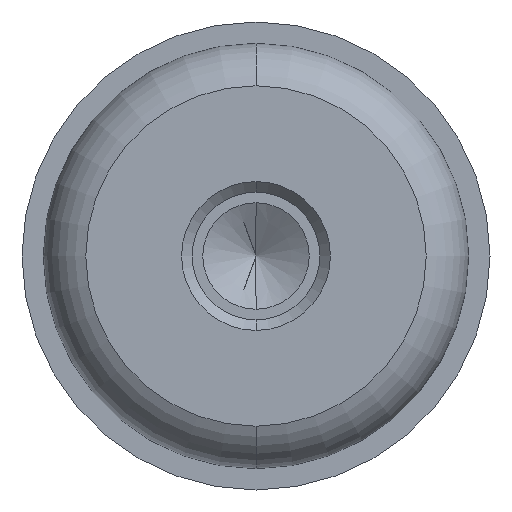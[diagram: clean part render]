
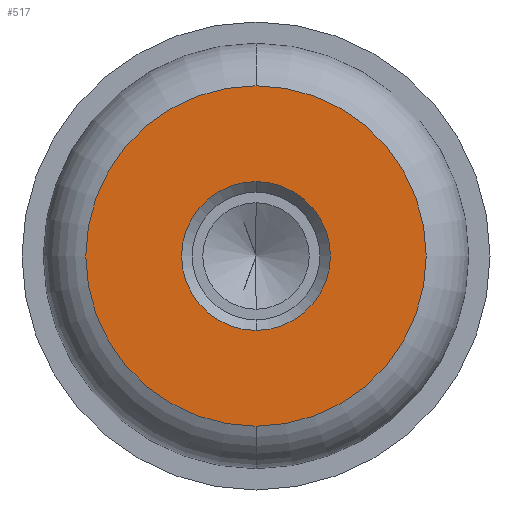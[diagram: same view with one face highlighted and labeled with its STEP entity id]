
A CAD part, front view. The second image highlights one B-rep face of the part: STEP entity #517.
In plain terms, the highlighted planar face has unit normal (0, -1, 0).
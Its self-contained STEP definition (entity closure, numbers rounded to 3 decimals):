
#22 = EDGE_CURVE ( 'NONE', #206, #694, #700, .T. ) ;
#25 = DIRECTION ( 'NONE',  ( 0., -1., 0. ) ) ;
#67 = ORIENTED_EDGE ( 'NONE', *, *, #253, .T. ) ;
#70 = ORIENTED_EDGE ( 'NONE', *, *, #663, .T. ) ;
#74 = CIRCLE ( 'NONE', #262, 1.75 ) ;
#75 = AXIS2_PLACEMENT_3D ( 'NONE', #691, #584, #373 ) ;
#130 = VERTEX_POINT ( 'NONE', #156 ) ;
#131 = CARTESIAN_POINT ( 'NONE',  ( 0., -2.5, 0. ) ) ;
#148 = DIRECTION ( 'NONE',  ( 0., -1., 0. ) ) ;
#156 = CARTESIAN_POINT ( 'NONE',  ( 0., -2.5, 4. ) ) ;
#182 = CARTESIAN_POINT ( 'NONE',  ( 0., -2.5, -1.75 ) ) ;
#187 = CARTESIAN_POINT ( 'NONE',  ( 0., -2.5, 0. ) ) ;
#193 = DIRECTION ( 'NONE',  ( 0., 0., -1. ) ) ;
#206 = VERTEX_POINT ( 'NONE', #182 ) ;
#207 = EDGE_LOOP ( 'NONE', ( #67, #70 ) ) ;
#224 = CIRCLE ( 'NONE', #427, 4. ) ;
#253 = EDGE_CURVE ( 'NONE', #522, #130, #224, .T. ) ;
#261 = ORIENTED_EDGE ( 'NONE', *, *, #22, .F. ) ;
#262 = AXIS2_PLACEMENT_3D ( 'NONE', #187, #335, #498 ) ;
#300 = DIRECTION ( 'NONE',  ( 0., 0., -1. ) ) ;
#311 = CARTESIAN_POINT ( 'NONE',  ( 0., -2.5, 1.75 ) ) ;
#335 = DIRECTION ( 'NONE',  ( 0., -1., 0. ) ) ;
#366 = AXIS2_PLACEMENT_3D ( 'NONE', #520, #148, #193 ) ;
#373 = DIRECTION ( 'NONE',  ( 0., 0., -1. ) ) ;
#394 = DIRECTION ( 'NONE',  ( 0., -1., 0. ) ) ;
#427 = AXIS2_PLACEMENT_3D ( 'NONE', #652, #394, #664 ) ;
#432 = CIRCLE ( 'NONE', #75, 4. ) ;
#463 = PLANE ( 'NONE',  #468 ) ;
#468 = AXIS2_PLACEMENT_3D ( 'NONE', #131, #25, #300 ) ;
#498 = DIRECTION ( 'NONE',  ( 0., 0., -1. ) ) ;
#502 = EDGE_CURVE ( 'NONE', #694, #206, #74, .T. ) ;
#517 = ADVANCED_FACE ( 'NONE', ( #678, #675 ), #463, .T. ) ;
#520 = CARTESIAN_POINT ( 'NONE',  ( 0., -2.5, 0. ) ) ;
#522 = VERTEX_POINT ( 'NONE', #615 ) ;
#580 = EDGE_LOOP ( 'NONE', ( #261, #692 ) ) ;
#584 = DIRECTION ( 'NONE',  ( 0., -1., 0. ) ) ;
#615 = CARTESIAN_POINT ( 'NONE',  ( 0., -2.5, -4. ) ) ;
#652 = CARTESIAN_POINT ( 'NONE',  ( 0., -2.5, 0. ) ) ;
#663 = EDGE_CURVE ( 'NONE', #130, #522, #432, .T. ) ;
#664 = DIRECTION ( 'NONE',  ( 0., 0., -1. ) ) ;
#675 = FACE_OUTER_BOUND ( 'NONE', #207, .T. ) ;
#678 = FACE_BOUND ( 'NONE', #580, .T. ) ;
#691 = CARTESIAN_POINT ( 'NONE',  ( 0., -2.5, 0. ) ) ;
#692 = ORIENTED_EDGE ( 'NONE', *, *, #502, .F. ) ;
#694 = VERTEX_POINT ( 'NONE', #311 ) ;
#700 = CIRCLE ( 'NONE', #366, 1.75 ) ;
